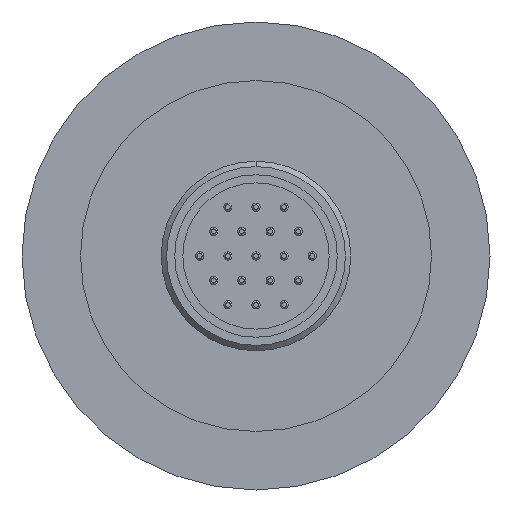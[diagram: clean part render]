
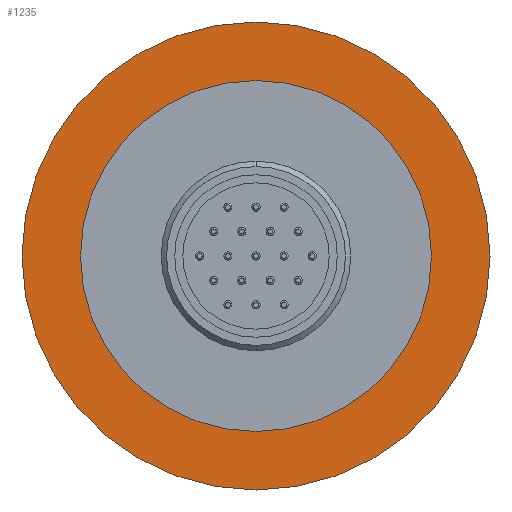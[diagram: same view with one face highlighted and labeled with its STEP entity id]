
A CAD part, front view. The second image highlights one B-rep face of the part: STEP entity #1235.
In plain terms, the highlighted planar face has unit normal (0, -1, 0).
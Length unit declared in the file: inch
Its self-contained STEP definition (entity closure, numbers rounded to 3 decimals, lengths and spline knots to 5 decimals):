
#483 = EDGE_LOOP ( 'NONE', ( #632, #633 ) ) ;
#630 = ORIENTED_EDGE ( 'NONE', *, *, #3930, .T. ) ;
#631 = ORIENTED_EDGE ( 'NONE', *, *, #4007, .T. ) ;
#632 = ORIENTED_EDGE ( 'NONE', *, *, #3941, .T. ) ;
#633 = ORIENTED_EDGE ( 'NONE', *, *, #3987, .T. ) ;
#1068 = EDGE_LOOP ( 'NONE', ( #630, #631 ) ) ;
#1235 = ADVANCED_FACE ( 'NONE', ( #2180, #2172 ), #5030, .T. ) ;
#1580 = CIRCLE ( 'NONE', #6976, 0.81 ) ;
#1610 = CIRCLE ( 'NONE', #6996, 1.08 ) ;
#1660 = CIRCLE ( 'NONE', #5235, 1.08 ) ;
#1683 = CIRCLE ( 'NONE', #5250, 0.81 ) ;
#2172 = FACE_OUTER_BOUND ( 'NONE', #483, .T. ) ;
#2180 = FACE_BOUND ( 'NONE', #1068, .T. ) ;
#3930 = EDGE_CURVE ( 'NONE', #6219, #6222, #1683, .T. ) ;
#3941 = EDGE_CURVE ( 'NONE', #6225, #6226, #1660, .T. ) ;
#3987 = EDGE_CURVE ( 'NONE', #6226, #6225, #1610, .T. ) ;
#4007 = EDGE_CURVE ( 'NONE', #6222, #6219, #1580, .T. ) ;
#5027 = DIRECTION ( 'NONE',  ( 0., 0., -1. ) ) ;
#5028 = DIRECTION ( 'NONE',  ( 0., -1., 0. ) ) ;
#5030 = PLANE ( 'NONE',  #5296 ) ;
#5033 = CARTESIAN_POINT ( 'NONE',  ( 0.81, 0., 0. ) ) ;
#5235 = AXIS2_PLACEMENT_3D ( 'NONE', #8483, #8482, #8477 ) ;
#5250 = AXIS2_PLACEMENT_3D ( 'NONE', #8515, #8514, #8513 ) ;
#5296 = AXIS2_PLACEMENT_3D ( 'NONE', #5033, #5028, #5027 ) ;
#6219 = VERTEX_POINT ( 'NONE', #7746 ) ;
#6222 = VERTEX_POINT ( 'NONE', #7743 ) ;
#6225 = VERTEX_POINT ( 'NONE', #7740 ) ;
#6226 = VERTEX_POINT ( 'NONE', #7739 ) ;
#6976 = AXIS2_PLACEMENT_3D ( 'NONE', #7557, #7552, #7546 ) ;
#6996 = AXIS2_PLACEMENT_3D ( 'NONE', #8177, #8171, #8170 ) ;
#7546 = DIRECTION ( 'NONE',  ( 0., 0., -1. ) ) ;
#7552 = DIRECTION ( 'NONE',  ( 0., 1., 0. ) ) ;
#7557 = CARTESIAN_POINT ( 'NONE',  ( 0., 0., 0. ) ) ;
#7739 = CARTESIAN_POINT ( 'NONE',  ( 0., 0., 1.08 ) ) ;
#7740 = CARTESIAN_POINT ( 'NONE',  ( 0., 0., -1.08 ) ) ;
#7743 = CARTESIAN_POINT ( 'NONE',  ( 0., 0., 0.81 ) ) ;
#7746 = CARTESIAN_POINT ( 'NONE',  ( 0., 0., -0.81 ) ) ;
#8170 = DIRECTION ( 'NONE',  ( 0., 0., -1. ) ) ;
#8171 = DIRECTION ( 'NONE',  ( 0., -1., 0. ) ) ;
#8177 = CARTESIAN_POINT ( 'NONE',  ( 0., 0., 0. ) ) ;
#8477 = DIRECTION ( 'NONE',  ( 0., 0., -1. ) ) ;
#8482 = DIRECTION ( 'NONE',  ( 0., -1., 0. ) ) ;
#8483 = CARTESIAN_POINT ( 'NONE',  ( 0., 0., 0. ) ) ;
#8513 = DIRECTION ( 'NONE',  ( 0., 0., -1. ) ) ;
#8514 = DIRECTION ( 'NONE',  ( 0., 1., 0. ) ) ;
#8515 = CARTESIAN_POINT ( 'NONE',  ( 0., 0., 0. ) ) ;
